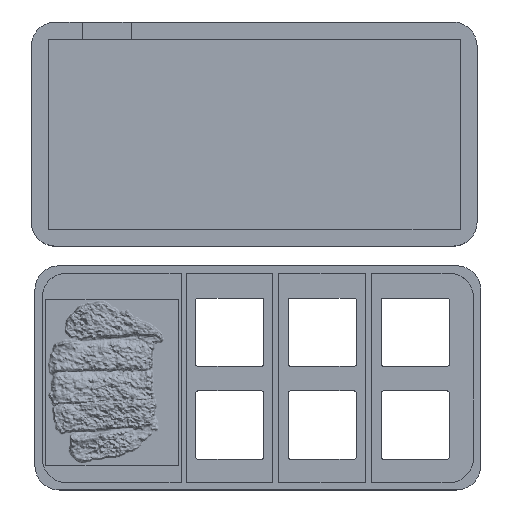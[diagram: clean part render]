
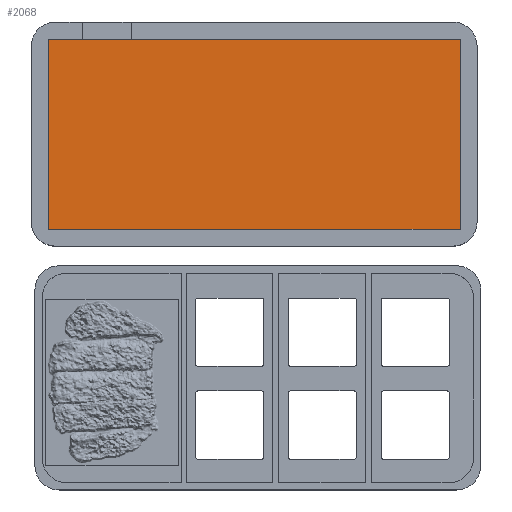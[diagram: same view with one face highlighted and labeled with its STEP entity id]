
A CAD part, top view. The second image highlights one B-rep face of the part: STEP entity #2068.
In plain terms, the highlighted planar face has unit normal (0, 0, 1).
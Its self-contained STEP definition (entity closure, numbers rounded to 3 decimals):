
#255=FACE_OUTER_BOUND('',#379,.T.);
#379=EDGE_LOOP('',(#1846,#1847,#1848,#1849));
#595=LINE('',#31850,#811);
#596=LINE('',#31852,#812);
#597=LINE('',#31854,#813);
#598=LINE('',#31855,#814);
#811=VECTOR('',#2828,10.);
#812=VECTOR('',#2829,10.);
#813=VECTOR('',#2830,10.);
#814=VECTOR('',#2831,10.);
#1014=VERTEX_POINT('',#31848);
#1015=VERTEX_POINT('',#31849);
#1016=VERTEX_POINT('',#31851);
#1017=VERTEX_POINT('',#31853);
#1297=EDGE_CURVE('',#1014,#1015,#595,.T.);
#1298=EDGE_CURVE('',#1016,#1014,#596,.T.);
#1299=EDGE_CURVE('',#1017,#1016,#597,.T.);
#1300=EDGE_CURVE('',#1015,#1017,#598,.T.);
#1846=ORIENTED_EDGE('',*,*,#1297,.F.);
#1847=ORIENTED_EDGE('',*,*,#1298,.F.);
#1848=ORIENTED_EDGE('',*,*,#1299,.F.);
#1849=ORIENTED_EDGE('',*,*,#1300,.F.);
#1965=PLANE('',#2273);
#2068=ADVANCED_FACE('',(#255),#1965,.T.);
#2273=AXIS2_PLACEMENT_3D('',#31847,#2826,#2827);
#2826=DIRECTION('center_axis',(0.,0.,1.));
#2827=DIRECTION('ref_axis',(1.,0.,0.));
#2828=DIRECTION('',(0.,1.,0.));
#2829=DIRECTION('',(-1.,0.,0.));
#2830=DIRECTION('',(0.,-1.,0.));
#2831=DIRECTION('',(1.,0.,0.));
#31847=CARTESIAN_POINT('Origin',(42.25,19.5,3.));
#31848=CARTESIAN_POINT('',(0.,0.,3.));
#31849=CARTESIAN_POINT('',(0.,39.,3.));
#31850=CARTESIAN_POINT('',(0.,9.75,3.));
#31851=CARTESIAN_POINT('',(84.5,0.,3.));
#31852=CARTESIAN_POINT('',(63.375,0.,3.));
#31853=CARTESIAN_POINT('',(84.5,39.,3.));
#31854=CARTESIAN_POINT('',(84.5,29.25,3.));
#31855=CARTESIAN_POINT('',(21.125,39.,3.));
